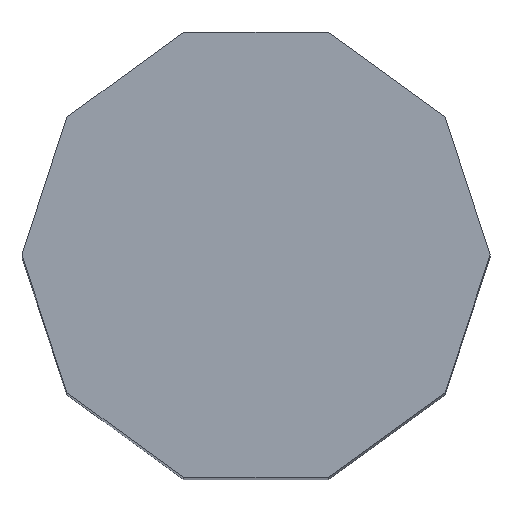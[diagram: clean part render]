
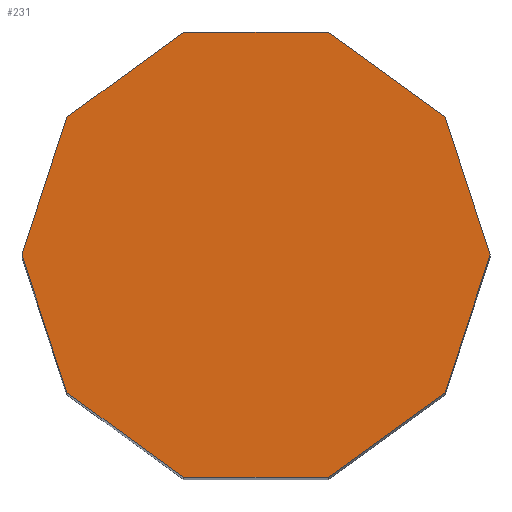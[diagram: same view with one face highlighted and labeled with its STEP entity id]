
A CAD part, top view. The second image highlights one B-rep face of the part: STEP entity #231.
In plain terms, the highlighted planar face has unit normal (0, 0, 1).
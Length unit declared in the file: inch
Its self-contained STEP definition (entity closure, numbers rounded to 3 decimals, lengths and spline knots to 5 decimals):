
#25=FACE_OUTER_BOUND('',#37,.T.);
#37=EDGE_LOOP('',(#189,#190,#191,#192,#193,#194,#195,#196,#197,#198));
#41=LINE('',#331,#71);
#44=LINE('',#337,#74);
#47=LINE('',#343,#77);
#50=LINE('',#349,#80);
#53=LINE('',#355,#83);
#56=LINE('',#361,#86);
#59=LINE('',#367,#89);
#62=LINE('',#373,#92);
#65=LINE('',#379,#95);
#68=LINE('',#383,#98);
#71=VECTOR('',#273,0.3937);
#74=VECTOR('',#278,0.3937);
#77=VECTOR('',#283,0.3937);
#80=VECTOR('',#288,0.3937);
#83=VECTOR('',#293,0.3937);
#86=VECTOR('',#298,0.3937);
#89=VECTOR('',#303,0.3937);
#92=VECTOR('',#308,0.3937);
#95=VECTOR('',#313,0.3937);
#98=VECTOR('',#318,0.3937);
#101=VERTEX_POINT('',#328);
#102=VERTEX_POINT('',#330);
#104=VERTEX_POINT('',#336);
#106=VERTEX_POINT('',#342);
#108=VERTEX_POINT('',#348);
#110=VERTEX_POINT('',#354);
#112=VERTEX_POINT('',#360);
#114=VERTEX_POINT('',#366);
#116=VERTEX_POINT('',#372);
#118=VERTEX_POINT('',#378);
#121=EDGE_CURVE('',#102,#101,#41,.T.);
#124=EDGE_CURVE('',#104,#102,#44,.T.);
#127=EDGE_CURVE('',#106,#104,#47,.T.);
#130=EDGE_CURVE('',#108,#106,#50,.T.);
#133=EDGE_CURVE('',#110,#108,#53,.T.);
#136=EDGE_CURVE('',#112,#110,#56,.T.);
#139=EDGE_CURVE('',#114,#112,#59,.T.);
#142=EDGE_CURVE('',#116,#114,#62,.T.);
#145=EDGE_CURVE('',#118,#116,#65,.T.);
#148=EDGE_CURVE('',#101,#118,#68,.T.);
#189=ORIENTED_EDGE('',*,*,#148,.T.);
#190=ORIENTED_EDGE('',*,*,#145,.T.);
#191=ORIENTED_EDGE('',*,*,#142,.T.);
#192=ORIENTED_EDGE('',*,*,#139,.T.);
#193=ORIENTED_EDGE('',*,*,#136,.T.);
#194=ORIENTED_EDGE('',*,*,#133,.T.);
#195=ORIENTED_EDGE('',*,*,#130,.T.);
#196=ORIENTED_EDGE('',*,*,#127,.T.);
#197=ORIENTED_EDGE('',*,*,#124,.T.);
#198=ORIENTED_EDGE('',*,*,#121,.T.);
#219=PLANE('',#265);
#231=ADVANCED_FACE('',(#25),#219,.T.);
#265=AXIS2_PLACEMENT_3D('',#384,#319,#320);
#273=DIRECTION('',(-1.,0.,0.));
#278=DIRECTION('',(-0.809,0.588,0.));
#283=DIRECTION('',(-0.309,0.951,0.));
#288=DIRECTION('',(0.309,0.951,0.));
#293=DIRECTION('',(0.809,0.588,0.));
#298=DIRECTION('',(1.,0.,0.));
#303=DIRECTION('',(0.809,-0.588,0.));
#308=DIRECTION('',(0.309,-0.951,0.));
#313=DIRECTION('',(-0.309,-0.951,0.));
#318=DIRECTION('',(-0.809,-0.588,0.));
#319=DIRECTION('center_axis',(0.,0.,1.));
#320=DIRECTION('ref_axis',(1.,0.,0.));
#328=CARTESIAN_POINT('',(-0.16246,0.5,3.));
#330=CARTESIAN_POINT('',(0.16246,0.5,3.));
#331=CARTESIAN_POINT('',(0.16246,0.5,3.));
#336=CARTESIAN_POINT('',(0.42533,0.30902,3.));
#337=CARTESIAN_POINT('',(0.42533,0.30902,3.));
#342=CARTESIAN_POINT('',(0.52573,0.,3.));
#343=CARTESIAN_POINT('',(0.52573,0.,3.));
#348=CARTESIAN_POINT('',(0.42533,-0.30902,3.));
#349=CARTESIAN_POINT('',(0.42533,-0.30902,3.));
#354=CARTESIAN_POINT('',(0.16246,-0.5,3.));
#355=CARTESIAN_POINT('',(0.16246,-0.5,3.));
#360=CARTESIAN_POINT('',(-0.16246,-0.5,3.));
#361=CARTESIAN_POINT('',(-0.16246,-0.5,3.));
#366=CARTESIAN_POINT('',(-0.42533,-0.30902,3.));
#367=CARTESIAN_POINT('',(-0.42533,-0.30902,3.));
#372=CARTESIAN_POINT('',(-0.52573,0.,3.));
#373=CARTESIAN_POINT('',(-0.52573,0.,3.));
#378=CARTESIAN_POINT('',(-0.42533,0.30902,3.));
#379=CARTESIAN_POINT('',(-0.42533,0.30902,3.));
#383=CARTESIAN_POINT('',(-0.16246,0.5,3.));
#384=CARTESIAN_POINT('Origin',(0.,0.,
3.));
